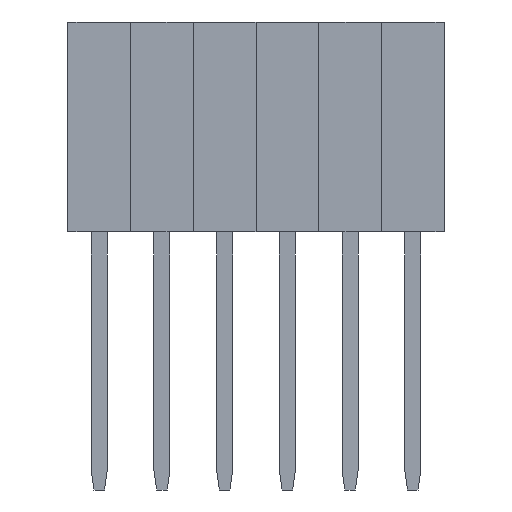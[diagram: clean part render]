
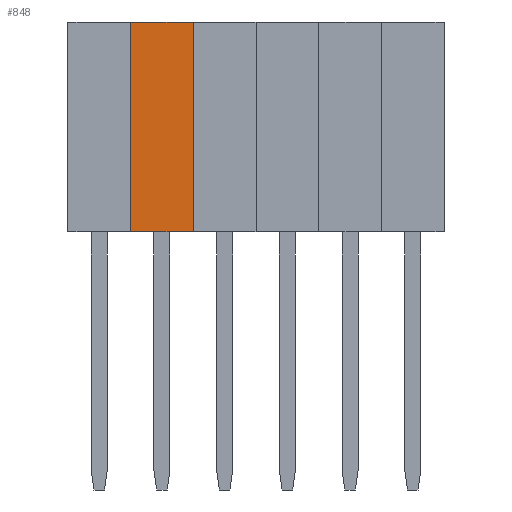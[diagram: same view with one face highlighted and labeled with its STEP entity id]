
A CAD part, front view. The second image highlights one B-rep face of the part: STEP entity #848.
In plain terms, the highlighted planar face has unit normal (0, -1, 0).
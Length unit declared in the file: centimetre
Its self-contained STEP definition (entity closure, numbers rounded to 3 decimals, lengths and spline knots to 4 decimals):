
#227=VERTEX_POINT('',#1182);
#228=VERTEX_POINT('',#1184);
#239=VERTEX_POINT('',#1221);
#241=VERTEX_POINT('',#1227);
#297=VECTOR('',#970,1.);
#316=VECTOR('',#997,1.);
#318=VECTOR('',#1000,1.);
#319=VECTOR('',#1001,1.);
#385=LINE('',#1183,#297);
#404=LINE('',#1223,#316);
#406=LINE('',#1226,#318);
#407=LINE('',#1228,#319);
#473=EDGE_CURVE('',#227,#228,#385,.T.);
#492=EDGE_CURVE('',#227,#239,#404,.T.);
#494=EDGE_CURVE('',#241,#239,#406,.T.);
#495=EDGE_CURVE('',#228,#241,#407,.T.);
#621=ORIENTED_EDGE('',*,*,#494,.F.);
#622=ORIENTED_EDGE('',*,*,#495,.F.);
#623=ORIENTED_EDGE('',*,*,#473,.F.);
#624=ORIENTED_EDGE('',*,*,#492,.T.);
#766=EDGE_LOOP('',(#621,#622,#623,#624));
#808=FACE_BOUND('',#766,.T.);
#848=ADVANCED_FACE('',(#808),#1385,.T.);
#887=AXIS2_PLACEMENT_3D('',#1225,#999,$);
#970=DIRECTION('',(1.,0.,0.));
#997=DIRECTION('',(0.,0.,-1.));
#999=DIRECTION('',(0.,-1.,0.));
#1000=DIRECTION('',(-1.,0.,0.));
#1001=DIRECTION('',(0.,0.,-1.));
#1182=CARTESIAN_POINT('',(-0.127,-0.127,0.85));
#1183=CARTESIAN_POINT('',(-0.127,-0.127,0.85));
#1184=CARTESIAN_POINT('',(0.127,-0.127,0.85));
#1221=CARTESIAN_POINT('',(-0.127,-0.127,0.));
#1223=CARTESIAN_POINT('',(-0.127,-0.127,0.85));
#1225=CARTESIAN_POINT('',(0.,-0.127,0.85));
#1226=CARTESIAN_POINT('',(0.,-0.127,0.));
#1227=CARTESIAN_POINT('',(0.127,-0.127,0.));
#1228=CARTESIAN_POINT('',(0.127,-0.127,0.85));
#1385=PLANE('',#887);
